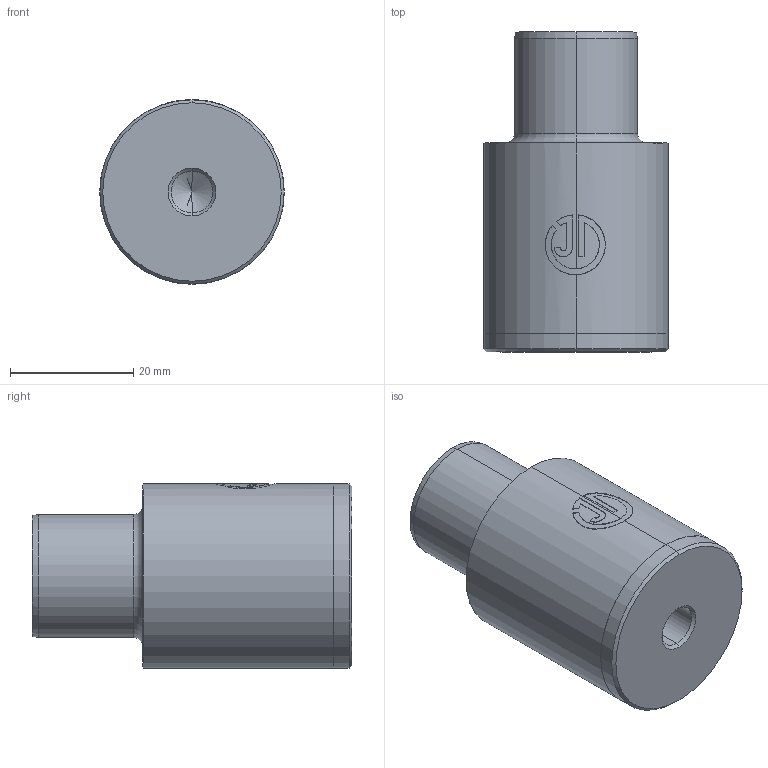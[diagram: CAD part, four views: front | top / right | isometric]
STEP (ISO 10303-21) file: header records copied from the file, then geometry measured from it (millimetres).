
FILE_DESCRIPTION (( 'STEP AP214' ), '1' );
FILE_NAME ('VBFD-D30.step', '2021-10-11T03:27:45', ( 'User' ), ( 'china' ), 'SwSTEP 2.0', 'SolidWorks 2016', '' );
FILE_SCHEMA (( 'AUTOMOTIVE_DESIGN' ));
Length unit declared in the file: millimetre
Products named in the file (1): VBFD-D30
Bounding box: 30 x 52 x 30 mm (x, y, z)
Volume: 28947 mm3; surface area: 6097.7 mm2
Topology: 1 solids, 1 shells, 44 faces, 105 edges, 65 vertices
Faces by surface type: cylinder 20, plane 12, cone 10, torus 2
Entity records: 1583 total; most frequent: CARTESIAN_POINT 545, ORIENTED_EDGE 206, DIRECTION 199, EDGE_CURVE 103, AXIS2_PLACEMENT_3D 77, VERTEX_POINT 65, EDGE_LOOP 48, LINE 45
